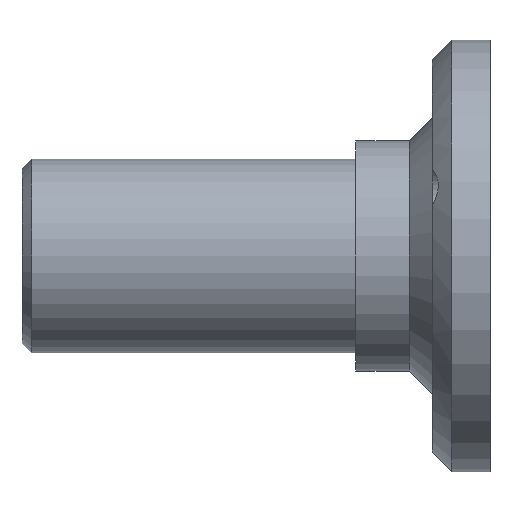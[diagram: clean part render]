
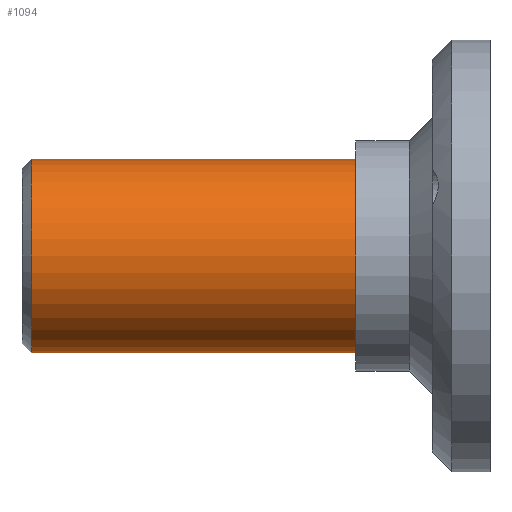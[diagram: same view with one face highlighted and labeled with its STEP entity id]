
A CAD part, left-side view. The second image highlights one B-rep face of the part: STEP entity #1094.
In plain terms, the highlighted cylindrical face has radius 5.05 mm (diameter 10.1 mm), a partial arc.
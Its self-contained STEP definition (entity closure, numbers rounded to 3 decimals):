
#12 = CARTESIAN_POINT ( 'NONE',  ( 0., 23.9, 5.05 ) ) ;
#75 = CARTESIAN_POINT ( 'NONE',  ( 0., 23.9, 0. ) ) ;
#114 = VERTEX_POINT ( 'NONE', #748 ) ;
#183 = CARTESIAN_POINT ( 'NONE',  ( 0., 24.4, 0. ) ) ;
#195 = EDGE_CURVE ( 'NONE', #553, #114, #1622, .T. ) ;
#251 = ORIENTED_EDGE ( 'NONE', *, *, #347, .T. ) ;
#315 = DIRECTION ( 'NONE',  ( 0., -1., 0. ) ) ;
#347 = EDGE_CURVE ( 'NONE', #1419, #114, #1321, .T. ) ;
#356 = AXIS2_PLACEMENT_3D ( 'NONE', #75, #1195, #1835 ) ;
#553 = VERTEX_POINT ( 'NONE', #1999 ) ;
#656 = ORIENTED_EDGE ( 'NONE', *, *, #1211, .T. ) ;
#748 = CARTESIAN_POINT ( 'NONE',  ( 0., 7., -5.05 ) ) ;
#897 = AXIS2_PLACEMENT_3D ( 'NONE', #183, #1805, #1018 ) ;
#926 = VECTOR ( 'NONE', #315, 1000. ) ;
#938 = DIRECTION ( 'NONE',  ( 0., 0., 1. ) ) ;
#979 = VERTEX_POINT ( 'NONE', #12 ) ;
#997 = CIRCLE ( 'NONE', #356, 5.05 ) ;
#1018 = DIRECTION ( 'NONE',  ( 0., 0., -1. ) ) ;
#1037 = DIRECTION ( 'NONE',  ( 0., -1., 0. ) ) ;
#1083 = CARTESIAN_POINT ( 'NONE',  ( 0., 7., 0. ) ) ;
#1094 = ADVANCED_FACE ( 'NONE', ( #1151 ), #1414, .T. ) ;
#1151 = FACE_OUTER_BOUND ( 'NONE', #1285, .T. ) ;
#1173 = EDGE_CURVE ( 'NONE', #979, #553, #2018, .T. ) ;
#1195 = DIRECTION ( 'NONE',  ( 0., -1., 0. ) ) ;
#1211 = EDGE_CURVE ( 'NONE', #979, #1419, #997, .T. ) ;
#1257 = CARTESIAN_POINT ( 'NONE',  ( 0., 23.9, -5.05 ) ) ;
#1285 = EDGE_LOOP ( 'NONE', ( #1898, #656, #251, #1375 ) ) ;
#1321 = LINE ( 'NONE', #2065, #926 ) ;
#1375 = ORIENTED_EDGE ( 'NONE', *, *, #195, .F. ) ;
#1414 = CYLINDRICAL_SURFACE ( 'NONE', #897, 5.05 ) ;
#1419 = VERTEX_POINT ( 'NONE', #1257 ) ;
#1552 = DIRECTION ( 'NONE',  ( 0., -1., 0. ) ) ;
#1567 = VECTOR ( 'NONE', #1037, 1000. ) ;
#1622 = CIRCLE ( 'NONE', #1657, 5.05 ) ;
#1657 = AXIS2_PLACEMENT_3D ( 'NONE', #1083, #1552, #938 ) ;
#1671 = CARTESIAN_POINT ( 'NONE',  ( 0., 24.4, 5.05 ) ) ;
#1805 = DIRECTION ( 'NONE',  ( 0., -1., 0. ) ) ;
#1835 = DIRECTION ( 'NONE',  ( 0., 0., 1. ) ) ;
#1898 = ORIENTED_EDGE ( 'NONE', *, *, #1173, .F. ) ;
#1999 = CARTESIAN_POINT ( 'NONE',  ( 0., 7., 5.05 ) ) ;
#2018 = LINE ( 'NONE', #1671, #1567 ) ;
#2065 = CARTESIAN_POINT ( 'NONE',  ( 0., 24.4, -5.05 ) ) ;
